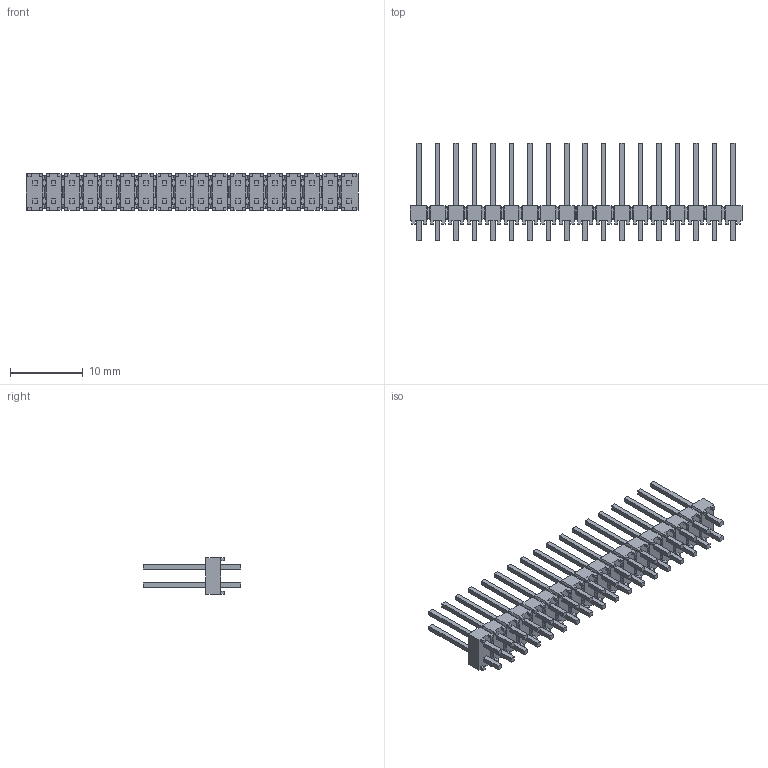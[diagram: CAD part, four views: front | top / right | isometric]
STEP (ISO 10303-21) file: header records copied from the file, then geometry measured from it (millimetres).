
FILE_DESCRIPTION(/* description */ ('STEP AP214'),/* implementation_level */ '2;1');
FILE_NAME(/* name */ 'MTSW-118-08-G-D-340',/* time_stamp */ '2024-12-05T05:46:21+01:00',/* author */ ('License CC BY-ND 4.0'),/* organization */ ('CADENAS'),/* preprocessor_version */ 'ST-DEVELOPER v19.3',/* originating_system */ 'PARTsolutions',/* authorisation */ ' ');
FILE_SCHEMA (('AUTOMOTIVE_DESIGN {1 0 10303 214 3 1 1}'));
Length unit declared in the file: inch
Products named in the file (3): MTSW-118-08-G-D-340; MTSW-118-08-G-D-340_body; MTSW-118-08-D-340
Assembly tree (2 placements, depth 2):
  MTSW-118-08-G-D-340
    MTSW-118-08-G-D-340_body
    MTSW-118-08-D-340
Bounding box: 45.72 x 13.46 x 5.08 mm (x, y, z)
Volume: 623.3 mm3; surface area: 2593.9 mm2
Topology: 2 solids, 2 shells, 1382 faces, 3646 edges, 2272 vertices
Faces by surface type: plane 1382
Entity records: 41500 total; most frequent: CARTESIAN_POINT 7303, ORIENTED_EDGE 7292, DIRECTION 6416, EDGE_CURVE 3646, LINE 3646, VECTOR 3646, VERTEX_POINT 2272, EDGE_LOOP 1526
